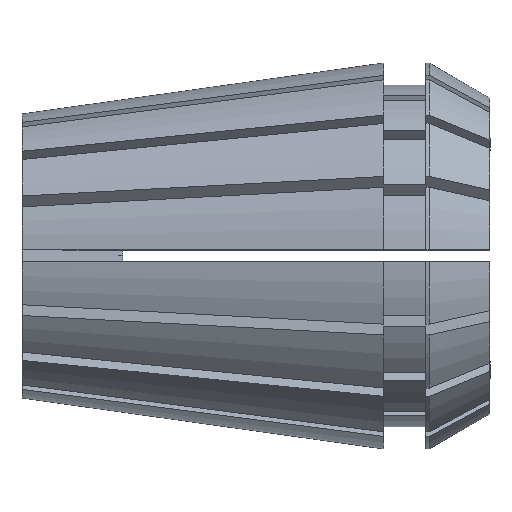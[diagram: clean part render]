
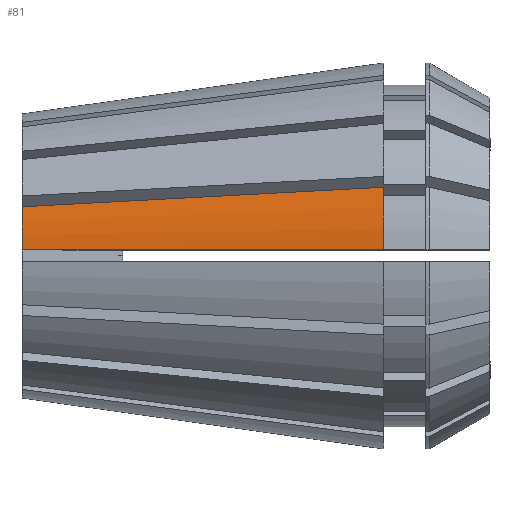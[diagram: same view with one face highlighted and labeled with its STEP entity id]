
A CAD part, top view. The second image highlights one B-rep face of the part: STEP entity #81.
In plain terms, the highlighted conical face has half-angle 8 degrees and reference radius 16.5 mm.
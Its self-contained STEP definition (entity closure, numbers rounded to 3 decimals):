
#11 = CARTESIAN_POINT ( 'NONE',  ( 30.9, 0., 0. ) ) ;
#81 = ADVANCED_FACE ( 'NONE', ( #2283 ), #2217, .T. ) ;
#277 = CARTESIAN_POINT ( 'NONE',  ( 30.9, 5.85, 15.429 ) ) ;
#284 = VERTEX_POINT ( 'NONE', #1183 ) ;
#339 = CARTESIAN_POINT ( 'NONE',  ( 0., 4.187, 11.414 ) ) ;
#383 = AXIS2_PLACEMENT_3D ( 'NONE', #2594, #3899, #4781 ) ;
#443 = AXIS2_PLACEMENT_3D ( 'NONE', #11, #3577, #2633 ) ;
#489 = EDGE_LOOP ( 'NONE', ( #1036, #3228, #5264, #2894 ) ) ;
#669 = CARTESIAN_POINT ( 'NONE',  ( 11.344, 0.5, 13.743 ) ) ;
#729 = AXIS2_PLACEMENT_3D ( 'NONE', #5222, #5706, #4349 ) ;
#801 = EDGE_CURVE ( 'NONE', #3150, #2390, #3968, .T. ) ;
#1036 = ORIENTED_EDGE ( 'NONE', *, *, #801, .F. ) ;
#1087 = CARTESIAN_POINT ( 'NONE',  ( 29.294, 0.5, 16.267 ) ) ;
#1106 = CARTESIAN_POINT ( 'NONE',  ( 30.9, 0.5, 16.493 ) ) ;
#1158 = CARTESIAN_POINT ( 'NONE',  ( 0., 4.187, 11.414 ) ) ;
#1183 = CARTESIAN_POINT ( 'NONE',  ( 0., 0.5, 12.147 ) ) ;
#1549 = CARTESIAN_POINT ( 'NONE',  ( 3.975, 0.5, 12.706 ) ) ;
#2077 = CARTESIAN_POINT ( 'NONE',  ( 21.136, 5.324, 14.16 ) ) ;
#2217 = CONICAL_SURFACE ( 'NONE', #443, 16.5, 0.14 ) ;
#2283 = FACE_OUTER_BOUND ( 'NONE', #489, .T. ) ;
#2390 = VERTEX_POINT ( 'NONE', #4673 ) ;
#2520 = CARTESIAN_POINT ( 'NONE',  ( 24.391, 5.499, 14.583 ) ) ;
#2594 = CARTESIAN_POINT ( 'NONE',  ( 0., 0., 0. ) ) ;
#2628 = EDGE_CURVE ( 'NONE', #3135, #2390, #5583, .T. ) ;
#2633 = DIRECTION ( 'NONE',  ( 0., 0., -1. ) ) ;
#2677 = EDGE_CURVE ( 'NONE', #284, #3150, #4385, .T. ) ;
#2894 = ORIENTED_EDGE ( 'NONE', *, *, #2628, .T. ) ;
#2953 = CARTESIAN_POINT ( 'NONE',  ( 7.045, 4.566, 12.33 ) ) ;
#3135 = VERTEX_POINT ( 'NONE', #3710 ) ;
#3150 = VERTEX_POINT ( 'NONE', #339 ) ;
#3228 = ORIENTED_EDGE ( 'NONE', *, *, #2677, .F. ) ;
#3347 = CARTESIAN_POINT ( 'NONE',  ( 27.689, 0.5, 16.041 ) ) ;
#3365 = CARTESIAN_POINT ( 'NONE',  ( 26.083, 0.5, 15.815 ) ) ;
#3395 = CARTESIAN_POINT ( 'NONE',  ( 14.091, 4.945, 13.245 ) ) ;
#3577 = DIRECTION ( 'NONE',  ( 1., 0., 0. ) ) ;
#3710 = CARTESIAN_POINT ( 'NONE',  ( 30.9, 0.5, 16.493 ) ) ;
#3806 = CARTESIAN_POINT ( 'NONE',  ( 1.325, 0.5, 12.334 ) ) ;
#3899 = DIRECTION ( 'NONE',  ( -1., 0., 0. ) ) ;
#3968 = B_SPLINE_CURVE_WITH_KNOTS ( 'NONE', 3,
 ( #1158, #2953, #3395, #2077, #2520, #5651, #277 ),
 .UNSPECIFIED., .F., .F.,
 ( 4, 3, 4 ),
 ( 0., 0.021, 0.031 ),
 .UNSPECIFIED. ) ;
#4230 = CARTESIAN_POINT ( 'NONE',  ( 18.714, 0.5, 14.779 ) ) ;
#4249 = CARTESIAN_POINT ( 'NONE',  ( 2.65, 0.5, 12.52 ) ) ;
#4269 = CARTESIAN_POINT ( 'NONE',  ( 0., 0.5, 12.147 ) ) ;
#4325 = EDGE_CURVE ( 'NONE', #3135, #284, #4522, .T. ) ;
#4349 = DIRECTION ( 'NONE',  ( 0., 0., 1. ) ) ;
#4385 = CIRCLE ( 'NONE', #383, 12.158 ) ;
#4522 = B_SPLINE_CURVE_WITH_KNOTS ( 'NONE', 3,
 ( #1106, #1087, #3347, #3365, #4230, #669, #1549, #4249, #3806, #4269 ),
 .UNSPECIFIED., .F., .F.,
 ( 4, 3, 3, 4 ),
 ( 0.061, 0.066, 0.089, 0.093 ),
 .UNSPECIFIED. ) ;
#4673 = CARTESIAN_POINT ( 'NONE',  ( 30.9, 5.85, 15.429 ) ) ;
#4781 = DIRECTION ( 'NONE',  ( 0., 0., 1. ) ) ;
#5222 = CARTESIAN_POINT ( 'NONE',  ( 30.9, 0., 0. ) ) ;
#5264 = ORIENTED_EDGE ( 'NONE', *, *, #4325, .F. ) ;
#5583 = CIRCLE ( 'NONE', #729, 16.5 ) ;
#5651 = CARTESIAN_POINT ( 'NONE',  ( 27.645, 5.674, 15.006 ) ) ;
#5706 = DIRECTION ( 'NONE',  ( -1., 0., 0. ) ) ;
